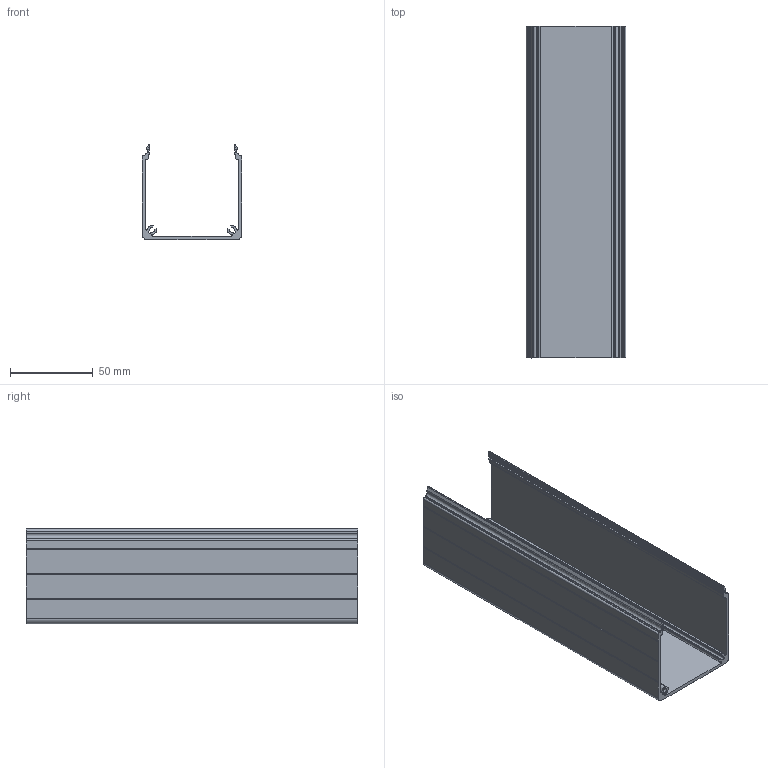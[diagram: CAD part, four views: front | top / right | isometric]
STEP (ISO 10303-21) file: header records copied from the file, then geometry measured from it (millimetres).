
FILE_DESCRIPTION (( 'STEP AP203' ), '1' );
FILE_NAME ('201606999_c_1.STEP', '2023-03-19T02:49:28', ( '' ), ( '' ), 'SwSTEP 2.0', 'SolidWorks 2014', '' );
FILE_SCHEMA (( 'CONFIG_CONTROL_DESIGN' ));
Length unit declared in the file: millimetre
Products named in the file (1): 201606999_c_1
Bounding box: 60 x 200 x 57.5 mm (x, y, z)
Volume: 79296.1 mm3; surface area: 77763.2 mm2
Topology: 1 solids, 1 shells, 203 faces, 603 edges, 402 vertices
Faces by surface type: cylinder 116, plane 87
Entity records: 6966 total; most frequent: DIRECTION 1243, CARTESIAN_POINT 1209, ORIENTED_EDGE 1206, EDGE_CURVE 603, AXIS2_PLACEMENT_3D 436, VERTEX_POINT 402, VECTOR 371, LINE 371
